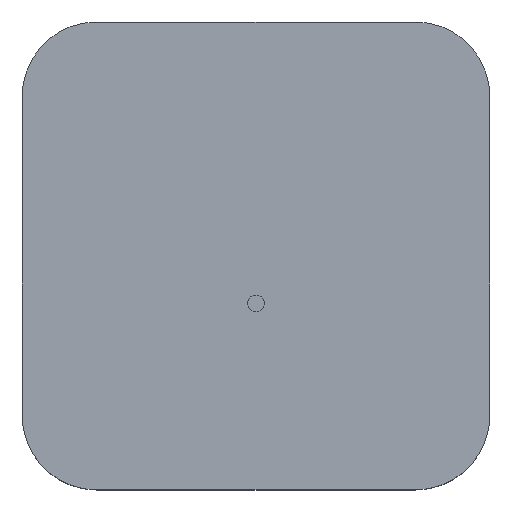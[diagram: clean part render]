
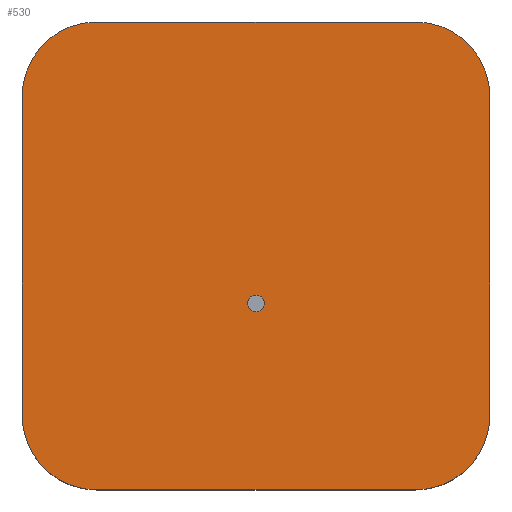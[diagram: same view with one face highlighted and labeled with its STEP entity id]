
A CAD part, top view. The second image highlights one B-rep face of the part: STEP entity #530.
In plain terms, the highlighted planar face has unit normal (0, 0, 1).
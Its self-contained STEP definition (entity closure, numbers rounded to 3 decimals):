
#2 = CARTESIAN_POINT ( 'NONE',  ( -7.926, -2.139, 4. ) ) ;
#21 = DIRECTION ( 'NONE',  ( 1., 0., 0. ) ) ;
#25 = FACE_BOUND ( 'NONE', #267, .T. ) ;
#48 = CARTESIAN_POINT ( 'NONE',  ( 13.174, 18.961, 4. ) ) ;
#60 = CARTESIAN_POINT ( 'NONE',  ( -3.926, -6.139, 4. ) ) ;
#62 = DIRECTION ( 'NONE',  ( -1., 0., 0. ) ) ;
#63 = CARTESIAN_POINT ( 'NONE',  ( 4.624, 3.861, 4. ) ) ;
#67 = VERTEX_POINT ( 'NONE', #402 ) ;
#70 = CIRCLE ( 'NONE', #213, 4. ) ;
#96 = ORIENTED_EDGE ( 'NONE', *, *, #346, .T. ) ;
#97 = CARTESIAN_POINT ( 'NONE',  ( 13.174, 14.961, 4. ) ) ;
#107 = DIRECTION ( 'NONE',  ( 0., 0., 1. ) ) ;
#113 = EDGE_CURVE ( 'NONE', #411, #302, #169, .T. ) ;
#115 = AXIS2_PLACEMENT_3D ( 'NONE', #63, #231, #396 ) ;
#117 = AXIS2_PLACEMENT_3D ( 'NONE', #269, #432, #62 ) ;
#119 = CARTESIAN_POINT ( 'NONE',  ( 4.174, 3.861, 4. ) ) ;
#121 = DIRECTION ( 'NONE',  ( -1., 0., 0. ) ) ;
#127 = CARTESIAN_POINT ( 'NONE',  ( -3.926, 18.961, 4. ) ) ;
#129 = VERTEX_POINT ( 'NONE', #127 ) ;
#131 = VERTEX_POINT ( 'NONE', #48 ) ;
#138 = ORIENTED_EDGE ( 'NONE', *, *, #337, .T. ) ;
#140 = DIRECTION ( 'NONE',  ( 0., 1., 0. ) ) ;
#142 = CIRCLE ( 'NONE', #115, 0.45 ) ;
#147 = DIRECTION ( 'NONE',  ( 0., 0., -1. ) ) ;
#149 = EDGE_CURVE ( 'NONE', #131, #129, #324, .T. ) ;
#157 = VERTEX_POINT ( 'NONE', #453 ) ;
#169 = LINE ( 'NONE', #331, #527 ) ;
#177 = DIRECTION ( 'NONE',  ( 0., -1., 0. ) ) ;
#189 = FACE_OUTER_BOUND ( 'NONE', #248, .T. ) ;
#192 = AXIS2_PLACEMENT_3D ( 'NONE', #228, #395, #21 ) ;
#200 = ORIENTED_EDGE ( 'NONE', *, *, #149, .T. ) ;
#213 = AXIS2_PLACEMENT_3D ( 'NONE', #214, #377, #364 ) ;
#214 = CARTESIAN_POINT ( 'NONE',  ( -3.926, -2.139, 4. ) ) ;
#218 = ORIENTED_EDGE ( 'NONE', *, *, #282, .T. ) ;
#219 = AXIS2_PLACEMENT_3D ( 'NONE', #97, #265, #429 ) ;
#228 = CARTESIAN_POINT ( 'NONE',  ( 13.174, -2.139, 4. ) ) ;
#229 = EDGE_CURVE ( 'NONE', #479, #411, #70, .T. ) ;
#231 = DIRECTION ( 'NONE',  ( 0., 0., 1. ) ) ;
#233 = CARTESIAN_POINT ( 'NONE',  ( -7.926, -2.139, 4. ) ) ;
#236 = CIRCLE ( 'NONE', #341, 0.45 ) ;
#248 = EDGE_LOOP ( 'NONE', ( #333, #448, #357, #138, #365, #200, #96, #218 ) ) ;
#257 = VERTEX_POINT ( 'NONE', #491 ) ;
#264 = VERTEX_POINT ( 'NONE', #119 ) ;
#265 = DIRECTION ( 'NONE',  ( 0., 0., 1. ) ) ;
#267 = EDGE_LOOP ( 'NONE', ( #413, #390 ) ) ;
#269 = CARTESIAN_POINT ( 'NONE',  ( -3.926, 14.961, 4. ) ) ;
#276 = DIRECTION ( 'NONE',  ( -1., 0., 0. ) ) ;
#282 = EDGE_CURVE ( 'NONE', #422, #479, #295, .T. ) ;
#284 = VECTOR ( 'NONE', #140, 1000. ) ;
#295 = LINE ( 'NONE', #2, #335 ) ;
#302 = VERTEX_POINT ( 'NONE', #303 ) ;
#303 = CARTESIAN_POINT ( 'NONE',  ( 13.174, -6.139, 4. ) ) ;
#310 = EDGE_CURVE ( 'NONE', #157, #131, #445, .T. ) ;
#313 = DIRECTION ( 'NONE',  ( -1., 0., 0. ) ) ;
#324 = LINE ( 'NONE', #492, #433 ) ;
#331 = CARTESIAN_POINT ( 'NONE',  ( -3.926, -6.139, 4. ) ) ;
#333 = ORIENTED_EDGE ( 'NONE', *, *, #229, .T. ) ;
#335 = VECTOR ( 'NONE', #177, 1000. ) ;
#337 = EDGE_CURVE ( 'NONE', #257, #157, #348, .T. ) ;
#341 = AXIS2_PLACEMENT_3D ( 'NONE', #477, #107, #276 ) ;
#346 = EDGE_CURVE ( 'NONE', #129, #422, #355, .T. ) ;
#348 = LINE ( 'NONE', #512, #284 ) ;
#354 = PLANE ( 'NONE',  #465 ) ;
#355 = CIRCLE ( 'NONE', #117, 4. ) ;
#357 = ORIENTED_EDGE ( 'NONE', *, *, #362, .T. ) ;
#362 = EDGE_CURVE ( 'NONE', #302, #257, #424, .T. ) ;
#364 = DIRECTION ( 'NONE',  ( -1., 0., 0. ) ) ;
#365 = ORIENTED_EDGE ( 'NONE', *, *, #310, .T. ) ;
#377 = DIRECTION ( 'NONE',  ( 0., 0., 1. ) ) ;
#390 = ORIENTED_EDGE ( 'NONE', *, *, #450, .F. ) ;
#395 = DIRECTION ( 'NONE',  ( 0., 0., 1. ) ) ;
#396 = DIRECTION ( 'NONE',  ( -1., 0., 0. ) ) ;
#402 = CARTESIAN_POINT ( 'NONE',  ( 5.074, 3.861, 4. ) ) ;
#411 = VERTEX_POINT ( 'NONE', #60 ) ;
#413 = ORIENTED_EDGE ( 'NONE', *, *, #531, .F. ) ;
#422 = VERTEX_POINT ( 'NONE', #513 ) ;
#424 = CIRCLE ( 'NONE', #192, 4. ) ;
#429 = DIRECTION ( 'NONE',  ( -1., 0., 0. ) ) ;
#432 = DIRECTION ( 'NONE',  ( 0., 0., 1. ) ) ;
#433 = VECTOR ( 'NONE', #121, 1000. ) ;
#445 = CIRCLE ( 'NONE', #219, 4. ) ;
#448 = ORIENTED_EDGE ( 'NONE', *, *, #113, .T. ) ;
#450 = EDGE_CURVE ( 'NONE', #67, #264, #142, .T. ) ;
#453 = CARTESIAN_POINT ( 'NONE',  ( 17.174, 14.961, 4. ) ) ;
#465 = AXIS2_PLACEMENT_3D ( 'NONE', #520, #147, #313 ) ;
#477 = CARTESIAN_POINT ( 'NONE',  ( 4.624, 3.861, 4. ) ) ;
#479 = VERTEX_POINT ( 'NONE', #233 ) ;
#491 = CARTESIAN_POINT ( 'NONE',  ( 17.174, -2.139, 4. ) ) ;
#492 = CARTESIAN_POINT ( 'NONE',  ( -3.926, 18.961, 4. ) ) ;
#498 = DIRECTION ( 'NONE',  ( 1., 0., 0. ) ) ;
#512 = CARTESIAN_POINT ( 'NONE',  ( 17.174, -2.139, 4. ) ) ;
#513 = CARTESIAN_POINT ( 'NONE',  ( -7.926, 14.961, 4. ) ) ;
#520 = CARTESIAN_POINT ( 'NONE',  ( -3.926, -2.139, 4. ) ) ;
#527 = VECTOR ( 'NONE', #498, 1000. ) ;
#530 = ADVANCED_FACE ( 'NONE', ( #25, #189 ), #354, .F. ) ;
#531 = EDGE_CURVE ( 'NONE', #264, #67, #236, .T. ) ;
